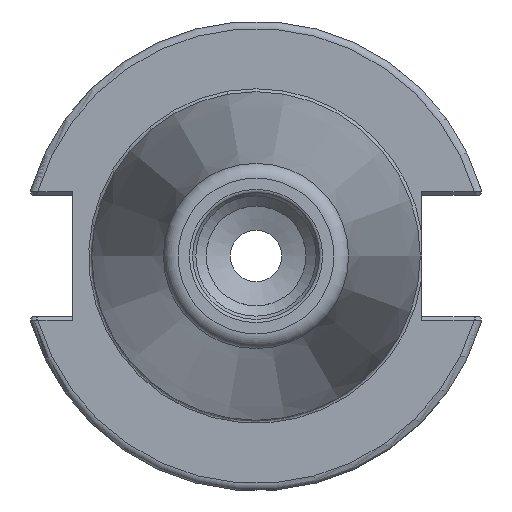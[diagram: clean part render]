
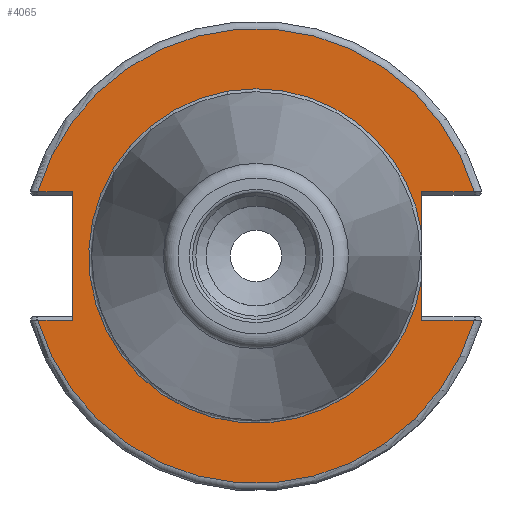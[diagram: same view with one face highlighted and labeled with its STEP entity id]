
A CAD part, left-side view. The second image highlights one B-rep face of the part: STEP entity #4065.
In plain terms, the highlighted planar face has unit normal (-1, 0, 0).
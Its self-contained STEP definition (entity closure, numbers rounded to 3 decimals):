
#166=LINE('',#6462,#371);
#168=LINE('',#6530,#373);
#169=LINE('',#6536,#374);
#170=LINE('',#6538,#375);
#171=LINE('',#6542,#376);
#172=LINE('',#6544,#377);
#173=LINE('',#6545,#378);
#371=VECTOR('',#5012,10.);
#373=VECTOR('',#5030,10.);
#374=VECTOR('',#5035,10.);
#375=VECTOR('',#5036,10.);
#376=VECTOR('',#5039,10.);
#377=VECTOR('',#5040,10.);
#378=VECTOR('',#5041,10.);
#741=FACE_OUTER_BOUND('',#967,.T.);
#967=EDGE_LOOP('',(#2799,#2800,#2801,#2802,#2803,#2804,#2805,#2806,#2807,
#2808,#2809));
#1236=CIRCLE('',#4368,30.775);
#1237=CIRCLE('',#4370,22.625);
#1238=CIRCLE('',#4371,22.625);
#1239=CIRCLE('',#4372,30.775);
#1577=VERTEX_POINT('',#6455);
#1580=VERTEX_POINT('',#6460);
#1586=VERTEX_POINT('',#6508);
#1588=VERTEX_POINT('',#6529);
#1589=VERTEX_POINT('',#6531);
#1590=VERTEX_POINT('',#6533);
#1591=VERTEX_POINT('',#6535);
#1592=VERTEX_POINT('',#6537);
#1593=VERTEX_POINT('',#6539);
#1594=VERTEX_POINT('',#6541);
#1595=VERTEX_POINT('',#6543);
#2063=EDGE_CURVE('',#1580,#1577,#166,.T.);
#2073=EDGE_CURVE('',#1577,#1586,#1236,.T.);
#2076=EDGE_CURVE('',#1580,#1588,#168,.T.);
#2077=EDGE_CURVE('',#1588,#1589,#1237,.T.);
#2078=EDGE_CURVE('',#1589,#1590,#1238,.T.);
#2079=EDGE_CURVE('',#1590,#1591,#169,.T.);
#2080=EDGE_CURVE('',#1592,#1591,#170,.T.);
#2081=EDGE_CURVE('',#1593,#1592,#1239,.T.);
#2082=EDGE_CURVE('',#1594,#1593,#171,.T.);
#2083=EDGE_CURVE('',#1594,#1595,#172,.T.);
#2084=EDGE_CURVE('',#1586,#1595,#173,.T.);
#2799=ORIENTED_EDGE('',*,*,#2063,.F.);
#2800=ORIENTED_EDGE('',*,*,#2076,.T.);
#2801=ORIENTED_EDGE('',*,*,#2077,.T.);
#2802=ORIENTED_EDGE('',*,*,#2078,.T.);
#2803=ORIENTED_EDGE('',*,*,#2079,.T.);
#2804=ORIENTED_EDGE('',*,*,#2080,.F.);
#2805=ORIENTED_EDGE('',*,*,#2081,.F.);
#2806=ORIENTED_EDGE('',*,*,#2082,.F.);
#2807=ORIENTED_EDGE('',*,*,#2083,.T.);
#2808=ORIENTED_EDGE('',*,*,#2084,.F.);
#2809=ORIENTED_EDGE('',*,*,#2073,.F.);
#3960=PLANE('',#4369);
#4065=ADVANCED_FACE('',(#741),#3960,.T.);
#4368=AXIS2_PLACEMENT_3D('',#6509,#5026,#5027);
#4369=AXIS2_PLACEMENT_3D('',#6528,#5028,#5029);
#4370=AXIS2_PLACEMENT_3D('',#6532,#5031,#5032);
#4371=AXIS2_PLACEMENT_3D('',#6534,#5033,#5034);
#4372=AXIS2_PLACEMENT_3D('',#6540,#5037,#5038);
#5012=DIRECTION('',(0.,-1.,0.));
#5026=DIRECTION('center_axis',(1.,0.,0.));
#5027=DIRECTION('ref_axis',(0.,0.,-1.));
#5028=DIRECTION('center_axis',(-1.,0.,0.));
#5029=DIRECTION('ref_axis',(0.,0.,1.));
#5030=DIRECTION('',(0.,0.,1.));
#5031=DIRECTION('center_axis',(1.,0.,0.));
#5032=DIRECTION('ref_axis',(0.,0.,-1.));
#5033=DIRECTION('center_axis',(1.,0.,0.));
#5034=DIRECTION('ref_axis',(0.,0.,-1.));
#5035=DIRECTION('',(0.,0.,1.));
#5036=DIRECTION('',(0.,1.,0.));
#5037=DIRECTION('center_axis',(1.,0.,0.));
#5038=DIRECTION('ref_axis',(0.,0.,-1.));
#5039=DIRECTION('',(0.,1.,0.));
#5040=DIRECTION('',(0.,0.,-1.));
#5041=DIRECTION('',(0.,-1.,0.));
#6455=CARTESIAN_POINT('',(1.,-29.523,-8.69));
#6460=CARTESIAN_POINT('',(1.,-22.41,-8.69));
#6462=CARTESIAN_POINT('',(1.,4.182,-8.69));
#6508=CARTESIAN_POINT('',(1.,29.523,-8.69));
#6509=CARTESIAN_POINT('Origin',(1.,0.,
0.));
#6528=CARTESIAN_POINT('Origin',(1.,30.775,0.));
#6529=CARTESIAN_POINT('',(1.,-22.41,-3.112));
#6530=CARTESIAN_POINT('',(1.,-22.41,4.095));
#6531=CARTESIAN_POINT('',(1.,0.,22.625));
#6532=CARTESIAN_POINT('Origin',(1.,0.,
0.));
#6533=CARTESIAN_POINT('',(1.,-22.41,3.112));
#6534=CARTESIAN_POINT('Origin',(1.,0.,
0.));
#6535=CARTESIAN_POINT('',(1.,-22.41,8.69));
#6536=CARTESIAN_POINT('',(1.,-22.41,4.095));
#6537=CARTESIAN_POINT('',(1.,-29.523,8.69));
#6538=CARTESIAN_POINT('',(1.,-3.532,8.69));
#6539=CARTESIAN_POINT('',(1.,29.523,8.69));
#6540=CARTESIAN_POINT('Origin',(1.,0.,
0.));
#6541=CARTESIAN_POINT('',(1.,24.8,8.69));
#6542=CARTESIAN_POINT('',(1.,27.787,8.69));
#6543=CARTESIAN_POINT('',(1.,24.8,-8.69));
#6544=CARTESIAN_POINT('',(1.,24.8,-4.095));
#6545=CARTESIAN_POINT('',(1.,36.504,-8.69));
